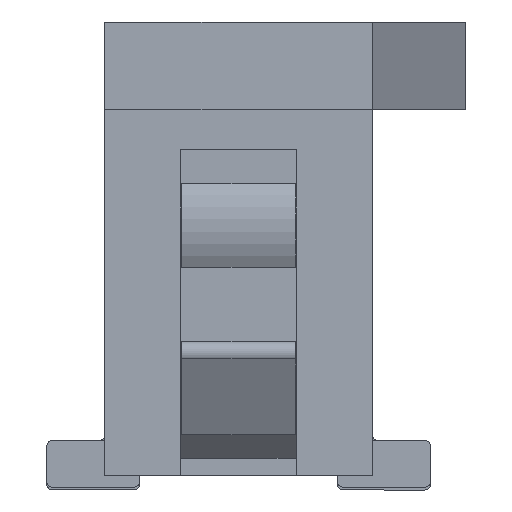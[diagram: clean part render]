
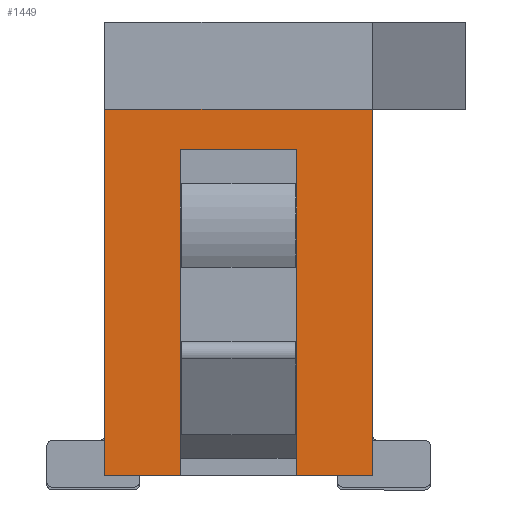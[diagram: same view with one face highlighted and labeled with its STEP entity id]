
A CAD part, left-side view. The second image highlights one B-rep face of the part: STEP entity #1449.
In plain terms, the highlighted planar face has unit normal (-1, 0, 0).
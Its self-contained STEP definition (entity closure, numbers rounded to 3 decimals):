
#1449 = ADVANCED_FACE( '', ( #2826 ), #2827, .F. );
#2826 = FACE_OUTER_BOUND( '', #4179, .T. );
#2827 = PLANE( '', #4180 );
#4179 = EDGE_LOOP( '', ( #8689, #8690, #8691, #8692, #8693, #8694, #8695, #8696 ) );
#4180 = AXIS2_PLACEMENT_3D( '', #8697, #8698, #8699 );
#8689 = ORIENTED_EDGE( '', *, *, #10434, .F. );
#8690 = ORIENTED_EDGE( '', *, *, #10087, .F. );
#8691 = ORIENTED_EDGE( '', *, *, #10578, .F. );
#8692 = ORIENTED_EDGE( '', *, *, #9984, .T. );
#8693 = ORIENTED_EDGE( '', *, *, #10433, .F. );
#8694 = ORIENTED_EDGE( '', *, *, #10051, .F. );
#8695 = ORIENTED_EDGE( '', *, *, #9815, .T. );
#8696 = ORIENTED_EDGE( '', *, *, #8957, .T. );
#8697 = CARTESIAN_POINT( '', ( -5.75, -1.15, 1.575 ) );
#8698 = DIRECTION( '', ( 1., 0., 0. ) );
#8699 = DIRECTION( '', ( 0., 0., -1. ) );
#8957 = EDGE_CURVE( '', #10867, #10865, #10868, .T. );
#9815 = EDGE_CURVE( '', #12353, #10867, #12355, .T. );
#9984 = EDGE_CURVE( '', #12613, #12611, #12614, .T. );
#10051 = EDGE_CURVE( '', #12353, #12621, #12724, .T. );
#10087 = EDGE_CURVE( '', #12774, #12772, #12776, .T. );
#10433 = EDGE_CURVE( '', #12621, #12611, #13240, .T. );
#10434 = EDGE_CURVE( '', #12772, #10865, #13241, .T. );
#10578 = EDGE_CURVE( '', #12613, #12774, #13411, .T. );
#10865 = VERTEX_POINT( '', #13729 );
#10867 = VERTEX_POINT( '', #13732 );
#10868 = LINE( '', #13733, #13734 );
#12353 = VERTEX_POINT( '', #15891 );
#12355 = LINE( '', #15894, #15895 );
#12611 = VERTEX_POINT( '', #16270 );
#12613 = VERTEX_POINT( '', #16273 );
#12614 = LINE( '', #16274, #16275 );
#12621 = VERTEX_POINT( '', #16286 );
#12724 = LINE( '', #16447, #16448 );
#12772 = VERTEX_POINT( '', #16515 );
#12774 = VERTEX_POINT( '', #16518 );
#12776 = LINE( '', #16521, #16522 );
#13240 = LINE( '', #17216, #17217 );
#13241 = LINE( '', #17218, #17219 );
#13411 = LINE( '', #17475, #17476 );
#13729 = CARTESIAN_POINT( '', ( -5.75, 1.15, -1.575 ) );
#13732 = CARTESIAN_POINT( '', ( -5.75, 1.15, 1.575 ) );
#13733 = CARTESIAN_POINT( '', ( -5.75, 1.15, 1.575 ) );
#13734 = VECTOR( '', #17857, 1000. );
#15891 = CARTESIAN_POINT( '', ( -5.75, -1.15, 1.575 ) );
#15894 = CARTESIAN_POINT( '', ( -5.75, -1.15, 1.575 ) );
#15895 = VECTOR( '', #18732, 1000. );
#16270 = CARTESIAN_POINT( '', ( -5.75, -0.5, -1.575 ) );
#16273 = CARTESIAN_POINT( '', ( -5.75, -0.5, 1.225 ) );
#16274 = CARTESIAN_POINT( '', ( -5.75, -0.5, 1.225 ) );
#16275 = VECTOR( '', #18880, 1000. );
#16286 = CARTESIAN_POINT( '', ( -5.75, -1.15, -1.575 ) );
#16447 = CARTESIAN_POINT( '', ( -5.75, -1.15, 1.575 ) );
#16448 = VECTOR( '', #18949, 1000. );
#16515 = CARTESIAN_POINT( '', ( -5.75, 0.5, -1.575 ) );
#16518 = CARTESIAN_POINT( '', ( -5.75, 0.5, 1.225 ) );
#16521 = CARTESIAN_POINT( '', ( -5.75, 0.5, 1.225 ) );
#16522 = VECTOR( '', #18983, 1000. );
#17216 = CARTESIAN_POINT( '', ( -5.75, -1.15, -1.575 ) );
#17217 = VECTOR( '', #19307, 1000. );
#17218 = CARTESIAN_POINT( '', ( -5.75, -1.15, -1.575 ) );
#17219 = VECTOR( '', #19308, 1000. );
#17475 = CARTESIAN_POINT( '', ( -5.75, -0.5, 1.225 ) );
#17476 = VECTOR( '', #19422, 1000. );
#17857 = DIRECTION( '', ( 0., 0., -1. ) );
#18732 = DIRECTION( '', ( 0., 1., 0. ) );
#18880 = DIRECTION( '', ( 0., 0., -1. ) );
#18949 = DIRECTION( '', ( 0., 0., -1. ) );
#18983 = DIRECTION( '', ( 0., 0., -1. ) );
#19307 = DIRECTION( '', ( 0., 1., 0. ) );
#19308 = DIRECTION( '', ( 0., 1., 0. ) );
#19422 = DIRECTION( '', ( 0., 1., 0. ) );
